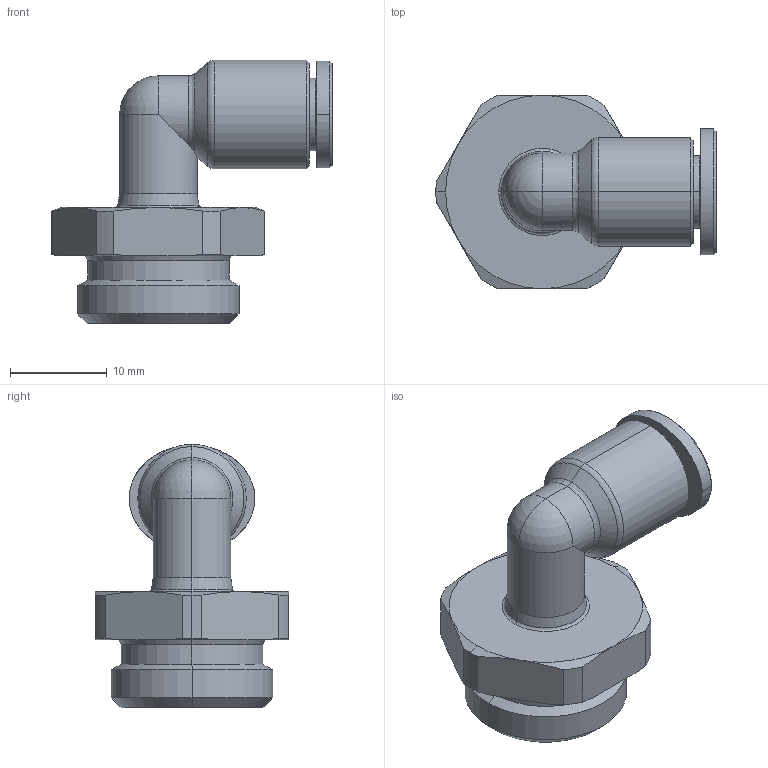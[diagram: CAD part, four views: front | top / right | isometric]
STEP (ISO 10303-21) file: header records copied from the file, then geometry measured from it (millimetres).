
FILE_DESCRIPTION((''),'2;1');
FILE_NAME('GPL 06G03(L)(3D).stp','2012-12-21T09:53:12',(''),(''),'Mechanical Desktop.R8.0.24.0','Mechanical Desktop.R8.0.24.0',', , ');
FILE_SCHEMA(('CONFIG_CONTROL_DESIGN'));
Length unit declared in the file: millimetre
Products named in the file (2): GPL 06G03(L)(3D); 睡ヶ1
Assembly tree (1 placements, depth 2):
  GPL 06G03(L)(3D)
    睡ヶ1
Bounding box: 28.95 x 20 x 27.2 mm (x, y, z)
Volume: 3874.3 mm3; surface area: 2955.8 mm2
Topology: 1 solids, 1 shells, 287 faces, 768 edges, 496 vertices
Faces by surface type: plane 178, cone 36, cylinder 35, bspline 34, sphere 2, torus 2
Entity records: 9925 total; most frequent: CARTESIAN_POINT 2749, ORIENTED_EDGE 1528, DIRECTION 1406, EDGE_CURVE 764, VECTOR 560, LINE 560, VERTEX_POINT 496, AXIS2_PLACEMENT_3D 423
